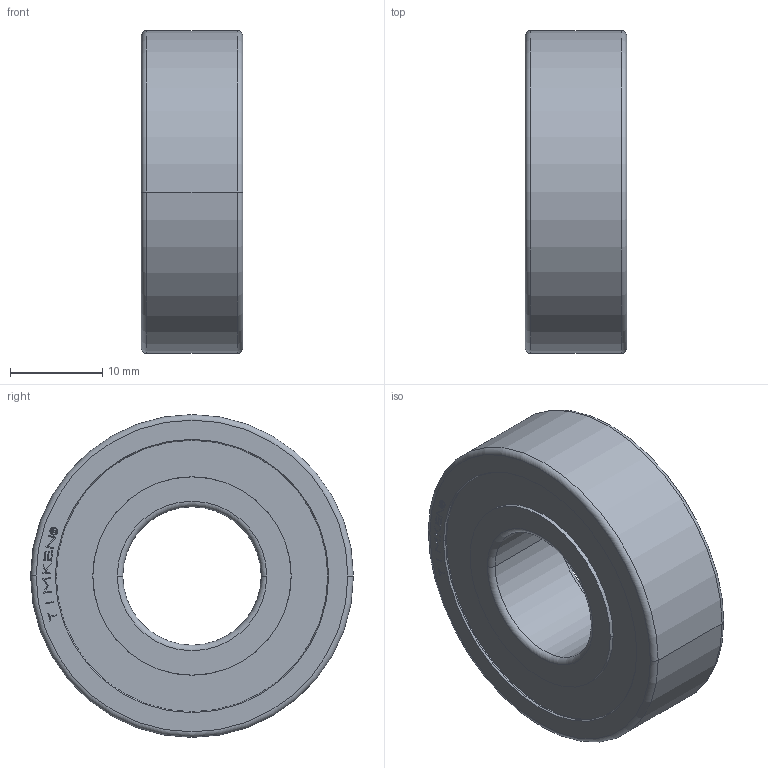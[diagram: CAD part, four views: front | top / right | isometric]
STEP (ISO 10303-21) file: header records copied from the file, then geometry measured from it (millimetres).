
FILE_DESCRIPTION(('starvars output'),'1');
FILE_NAME('6202-2RS.stp','18:10:08 2023/12/13',('TraceParts'),(' '),'Spatial InterOp 3D',' ',' ');
FILE_SCHEMA(('AUTOMOTIVE_DESIGN { 1 0 10303 214 3 1 1 }'));
Length unit declared in the file: millimetre
Products named in the file (1): 1
Bounding box: 11 x 35 x 35 mm (x, y, z)
Volume: 6720.9 mm3; surface area: 6910.4 mm2
Topology: 1 solids, 1 shells, 516 faces, 1488 edges, 992 vertices
Faces by surface type: plane 336, torus 72, cylinder 52, sphere 52, cone 4
Entity records: 23531 total; most frequent: CARTESIAN_POINT 5987, ORIENTED_EDGE 2976, DIRECTION 2516, EDGE_CURVE 1488, VERTEX_POINT 992, LINE 922, VECTOR 922, AXIS2_PLACEMENT_3D 797
